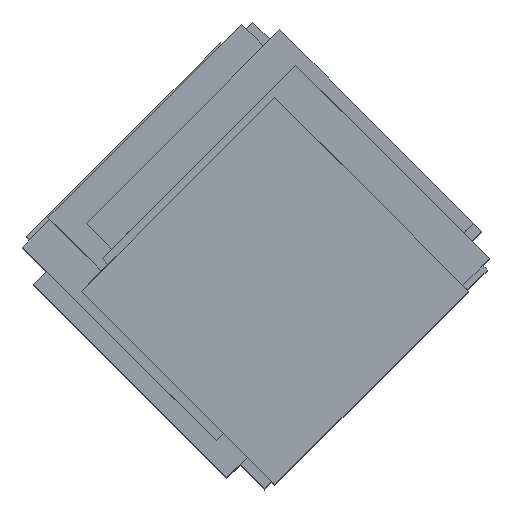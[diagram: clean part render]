
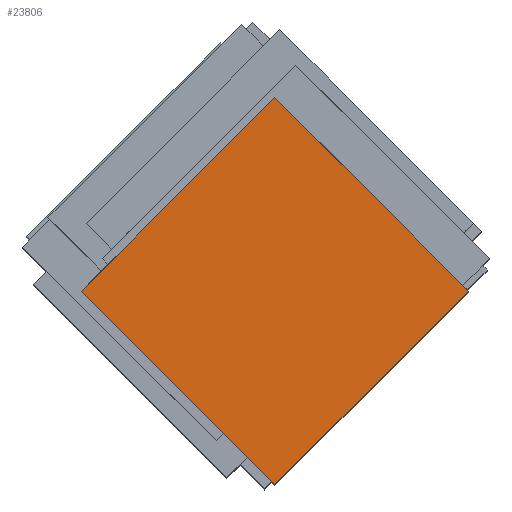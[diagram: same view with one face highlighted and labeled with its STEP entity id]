
A CAD part, top view. The second image highlights one B-rep face of the part: STEP entity #23806.
In plain terms, the highlighted planar face has unit normal (0, 0, 1).
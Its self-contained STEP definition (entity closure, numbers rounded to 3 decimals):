
#23461 = PLANE('',#23462);
#23462 = AXIS2_PLACEMENT_3D('',#23463,#23464,#23465);
#23463 = CARTESIAN_POINT('',(14.112,35.826,236.));
#23464 = DIRECTION('',(0.707,-0.707,0.));
#23465 = DIRECTION('',(-0.707,-0.707,0.));
#23487 = PLANE('',#23488);
#23488 = AXIS2_PLACEMENT_3D('',#23489,#23490,#23491);
#23489 = CARTESIAN_POINT('',(64.112,-14.174,236.));
#23490 = DIRECTION('',(-0.707,-0.707,0.));
#23491 = DIRECTION('',(-0.707,0.707,0.));
#23520 = PLANE('',#23521);
#23521 = AXIS2_PLACEMENT_3D('',#23522,#23523,#23524);
#23522 = CARTESIAN_POINT('',(14.112,-64.174,236.));
#23523 = DIRECTION('',(-0.707,0.707,0.));
#23524 = DIRECTION('',(0.707,0.707,0.));
#23592 = PLANE('',#23593);
#23593 = AXIS2_PLACEMENT_3D('',#23594,#23595,#23596);
#23594 = CARTESIAN_POINT('',(-35.888,-14.174,236.));
#23595 = DIRECTION('',(0.707,0.707,-0.));
#23596 = DIRECTION('',(0.707,-0.707,0.));
#23608 = VERTEX_POINT('',#23609);
#23609 = CARTESIAN_POINT('',(64.112,-14.174,240.));
#23630 = EDGE_CURVE('',#23608,#23631,#23633,.T.);
#23631 = VERTEX_POINT('',#23632);
#23632 = CARTESIAN_POINT('',(14.112,35.826,240.));
#23633 = SURFACE_CURVE('',#23634,(#23638,#23645),.PCURVE_S1.);
#23634 = LINE('',#23635,#23636);
#23635 = CARTESIAN_POINT('',(64.112,-14.174,240.));
#23636 = VECTOR('',#23637,1.);
#23637 = DIRECTION('',(-0.707,0.707,0.));
#23638 = PCURVE('',#23487,#23639);
#23639 = DEFINITIONAL_REPRESENTATION('',(#23640),#23644);
#23640 = LINE('',#23641,#23642);
#23641 = CARTESIAN_POINT('',(0.,-4.));
#23642 = VECTOR('',#23643,1.);
#23643 = DIRECTION('',(1.,0.));
#23644 = ( GEOMETRIC_REPRESENTATION_CONTEXT(2) 
PARAMETRIC_REPRESENTATION_CONTEXT() REPRESENTATION_CONTEXT('2D SPACE',''
  ) );
#23645 = PCURVE('',#23646,#23651);
#23646 = PLANE('',#23647);
#23647 = AXIS2_PLACEMENT_3D('',#23648,#23649,#23650);
#23648 = CARTESIAN_POINT('',(14.112,-14.174,240.));
#23649 = DIRECTION('',(0.,0.,1.));
#23650 = DIRECTION('',(1.,0.,-0.));
#23651 = DEFINITIONAL_REPRESENTATION('',(#23652),#23656);
#23652 = LINE('',#23653,#23654);
#23653 = CARTESIAN_POINT('',(50.,0.));
#23654 = VECTOR('',#23655,1.);
#23655 = DIRECTION('',(-0.707,0.707));
#23656 = ( GEOMETRIC_REPRESENTATION_CONTEXT(2) 
PARAMETRIC_REPRESENTATION_CONTEXT() REPRESENTATION_CONTEXT('2D SPACE',''
  ) );
#23685 = EDGE_CURVE('',#23631,#23686,#23688,.T.);
#23686 = VERTEX_POINT('',#23687);
#23687 = CARTESIAN_POINT('',(-35.888,-14.174,240.));
#23688 = SURFACE_CURVE('',#23689,(#23693,#23700),.PCURVE_S1.);
#23689 = LINE('',#23690,#23691);
#23690 = CARTESIAN_POINT('',(14.112,35.826,240.));
#23691 = VECTOR('',#23692,1.);
#23692 = DIRECTION('',(-0.707,-0.707,0.));
#23693 = PCURVE('',#23461,#23694);
#23694 = DEFINITIONAL_REPRESENTATION('',(#23695),#23699);
#23695 = LINE('',#23696,#23697);
#23696 = CARTESIAN_POINT('',(0.,-4.));
#23697 = VECTOR('',#23698,1.);
#23698 = DIRECTION('',(1.,0.));
#23699 = ( GEOMETRIC_REPRESENTATION_CONTEXT(2) 
PARAMETRIC_REPRESENTATION_CONTEXT() REPRESENTATION_CONTEXT('2D SPACE',''
  ) );
#23700 = PCURVE('',#23646,#23701);
#23701 = DEFINITIONAL_REPRESENTATION('',(#23702),#23706);
#23702 = LINE('',#23703,#23704);
#23703 = CARTESIAN_POINT('',(0.,50.));
#23704 = VECTOR('',#23705,1.);
#23705 = DIRECTION('',(-0.707,-0.707));
#23706 = ( GEOMETRIC_REPRESENTATION_CONTEXT(2) 
PARAMETRIC_REPRESENTATION_CONTEXT() REPRESENTATION_CONTEXT('2D SPACE',''
  ) );
#23735 = VERTEX_POINT('',#23736);
#23736 = CARTESIAN_POINT('',(14.112,-64.174,240.));
#23757 = EDGE_CURVE('',#23735,#23608,#23758,.T.);
#23758 = SURFACE_CURVE('',#23759,(#23763,#23770),.PCURVE_S1.);
#23759 = LINE('',#23760,#23761);
#23760 = CARTESIAN_POINT('',(14.112,-64.174,240.));
#23761 = VECTOR('',#23762,1.);
#23762 = DIRECTION('',(0.707,0.707,0.));
#23763 = PCURVE('',#23520,#23764);
#23764 = DEFINITIONAL_REPRESENTATION('',(#23765),#23769);
#23765 = LINE('',#23766,#23767);
#23766 = CARTESIAN_POINT('',(0.,-4.));
#23767 = VECTOR('',#23768,1.);
#23768 = DIRECTION('',(1.,0.));
#23769 = ( GEOMETRIC_REPRESENTATION_CONTEXT(2) 
PARAMETRIC_REPRESENTATION_CONTEXT() REPRESENTATION_CONTEXT('2D SPACE',''
  ) );
#23770 = PCURVE('',#23646,#23771);
#23771 = DEFINITIONAL_REPRESENTATION('',(#23772),#23776);
#23772 = LINE('',#23773,#23774);
#23773 = CARTESIAN_POINT('',(0.,-50.));
#23774 = VECTOR('',#23775,1.);
#23775 = DIRECTION('',(0.707,0.707));
#23776 = ( GEOMETRIC_REPRESENTATION_CONTEXT(2) 
PARAMETRIC_REPRESENTATION_CONTEXT() REPRESENTATION_CONTEXT('2D SPACE',''
  ) );
#23784 = EDGE_CURVE('',#23686,#23735,#23785,.T.);
#23785 = SURFACE_CURVE('',#23786,(#23790,#23797),.PCURVE_S1.);
#23786 = LINE('',#23787,#23788);
#23787 = CARTESIAN_POINT('',(-35.888,-14.174,240.));
#23788 = VECTOR('',#23789,1.);
#23789 = DIRECTION('',(0.707,-0.707,0.));
#23790 = PCURVE('',#23592,#23791);
#23791 = DEFINITIONAL_REPRESENTATION('',(#23792),#23796);
#23792 = LINE('',#23793,#23794);
#23793 = CARTESIAN_POINT('',(0.,-4.));
#23794 = VECTOR('',#23795,1.);
#23795 = DIRECTION('',(1.,0.));
#23796 = ( GEOMETRIC_REPRESENTATION_CONTEXT(2) 
PARAMETRIC_REPRESENTATION_CONTEXT() REPRESENTATION_CONTEXT('2D SPACE',''
  ) );
#23797 = PCURVE('',#23646,#23798);
#23798 = DEFINITIONAL_REPRESENTATION('',(#23799),#23803);
#23799 = LINE('',#23800,#23801);
#23800 = CARTESIAN_POINT('',(-50.,0.));
#23801 = VECTOR('',#23802,1.);
#23802 = DIRECTION('',(0.707,-0.707));
#23803 = ( GEOMETRIC_REPRESENTATION_CONTEXT(2) 
PARAMETRIC_REPRESENTATION_CONTEXT() REPRESENTATION_CONTEXT('2D SPACE',''
  ) );
#23806 = ADVANCED_FACE('',(#23807),#23646,.T.);
#23807 = FACE_BOUND('',#23808,.T.);
#23808 = EDGE_LOOP('',(#23809,#23810,#23811,#23812));
#23809 = ORIENTED_EDGE('',*,*,#23630,.T.);
#23810 = ORIENTED_EDGE('',*,*,#23685,.T.);
#23811 = ORIENTED_EDGE('',*,*,#23784,.T.);
#23812 = ORIENTED_EDGE('',*,*,#23757,.T.);
